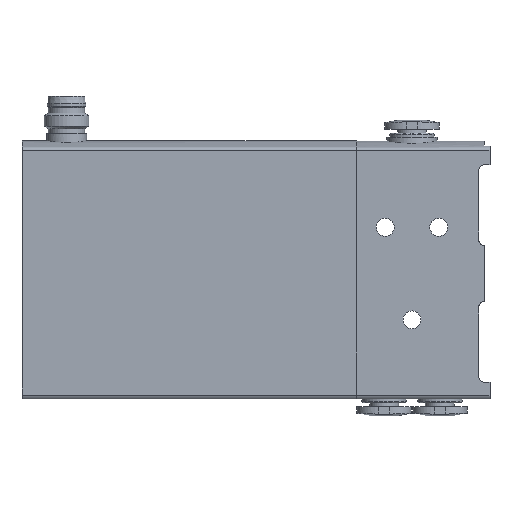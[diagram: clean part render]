
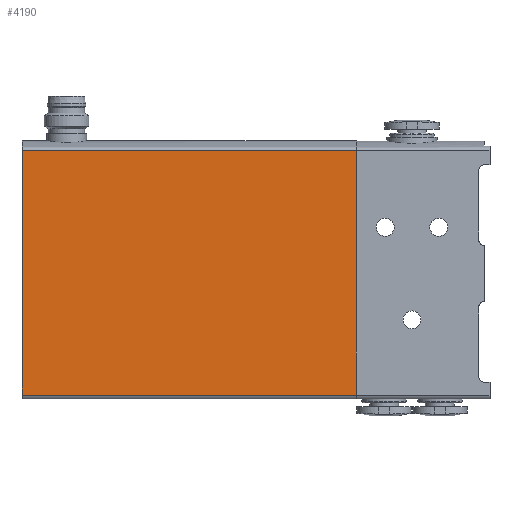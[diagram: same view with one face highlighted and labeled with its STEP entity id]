
A CAD part, left-side view. The second image highlights one B-rep face of the part: STEP entity #4190.
In plain terms, the highlighted planar face has unit normal (-1, 0, 0).
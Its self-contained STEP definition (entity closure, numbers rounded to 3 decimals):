
#568=ORIENTED_EDGE('',*,*,#1291,.T.);
#569=ORIENTED_EDGE('',*,*,#1294,.F.);
#570=ORIENTED_EDGE('',*,*,#1295,.F.);
#571=ORIENTED_EDGE('',*,*,#1296,.T.);
#1291=EDGE_CURVE('',#1649,#1650,#1869,.T.);
#1294=EDGE_CURVE('',#1651,#1650,#1870,.T.);
#1295=EDGE_CURVE('',#1652,#1651,#1871,.T.);
#1296=EDGE_CURVE('',#1652,#1649,#1872,.T.);
#1649=VERTEX_POINT('',#6134);
#1650=VERTEX_POINT('',#6136);
#1651=VERTEX_POINT('',#6143);
#1652=VERTEX_POINT('',#6145);
#1869=LINE('',#6137,#2057);
#1870=LINE('',#6142,#2058);
#1871=LINE('',#6144,#2059);
#1872=LINE('',#6146,#2060);
#2057=VECTOR('',#5047,1000.);
#2058=VECTOR('',#5056,1000.);
#2059=VECTOR('',#5057,1000.);
#2060=VECTOR('',#5058,1000.);
#2203=EDGE_LOOP('',(#568,#569,#570,#571));
#2486=FACE_BOUND('',#2203,.T.);
#2742=PLANE('',#4468);
#4190=ADVANCED_FACE('',(#2486),#2742,.F.);
#4468=AXIS2_PLACEMENT_3D('',#6141,#5054,#5055);
#5047=DIRECTION('',(0.,0.,1.));
#5054=DIRECTION('',(1.,0.,0.));
#5055=DIRECTION('',(0.,0.,-1.));
#5056=DIRECTION('',(0.,-1.,0.));
#5057=DIRECTION('',(0.,0.,1.));
#5058=DIRECTION('',(0.,-1.,0.));
#6134=CARTESIAN_POINT('',(-7.4,24.,-22.45));
#6136=CARTESIAN_POINT('',(-7.4,24.,21.395));
#6137=CARTESIAN_POINT('',(-7.4,24.,-22.45));
#6141=CARTESIAN_POINT('',(-7.4,84.,-22.45));
#6142=CARTESIAN_POINT('',(-7.4,84.,21.395));
#6143=CARTESIAN_POINT('',(-7.4,84.,21.395));
#6144=CARTESIAN_POINT('',(-7.4,84.,-22.45));
#6145=CARTESIAN_POINT('',(-7.4,84.,-22.45));
#6146=CARTESIAN_POINT('',(-7.4,84.,-22.45));
